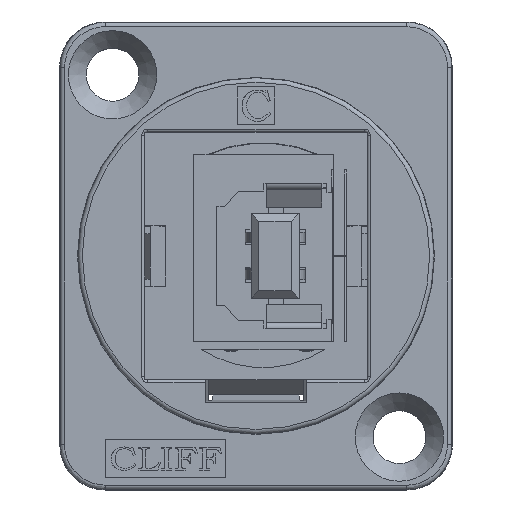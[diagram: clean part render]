
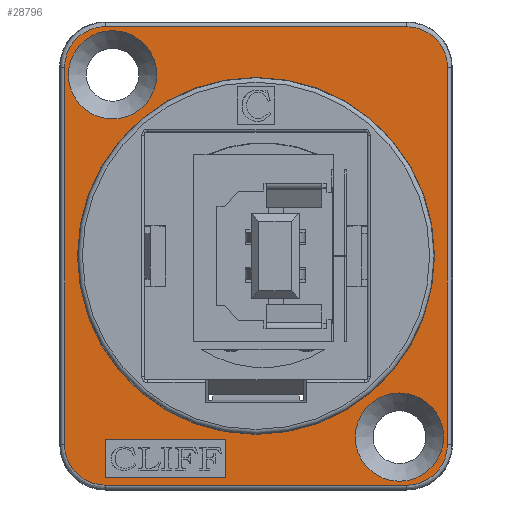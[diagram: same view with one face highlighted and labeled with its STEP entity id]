
A CAD part, top view. The second image highlights one B-rep face of the part: STEP entity #28796.
In plain terms, the highlighted planar face has unit normal (0, 0, 1).
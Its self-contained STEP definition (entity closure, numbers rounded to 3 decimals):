
#254=ELLIPSE('',#30456,2.7,2.7);
#255=ELLIPSE('',#30457,2.7,2.7);
#256=ELLIPSE('',#30458,2.7,2.7);
#257=ELLIPSE('',#30459,2.7,2.7);
#333=FACE_BOUND('',#5112,.T.);
#334=FACE_BOUND('',#5113,.T.);
#335=FACE_BOUND('',#5114,.T.);
#336=FACE_BOUND('',#5115,.T.);
#763=CIRCLE('',#28947,2.925);
#766=CIRCLE('',#28952,2.925);
#1021=CIRCLE('',#30270,11.823);
#3699=FACE_OUTER_BOUND('',#5111,.T.);
#5111=EDGE_LOOP('',(#26313,#26314,#26315,#26316,#26317,#26318,#26319,#26320));
#5112=EDGE_LOOP('',(#26321));
#5113=EDGE_LOOP('',(#26322));
#5114=EDGE_LOOP('',(#26323,#26324,#26325,#26326));
#5115=EDGE_LOOP('',(#26327));
#8456=LINE('',#56431,#11815);
#8460=LINE('',#56439,#11819);
#8463=LINE('',#56445,#11822);
#8466=LINE('',#56450,#11825);
#8482=LINE('',#56511,#11841);
#8483=LINE('',#56515,#11842);
#8484=LINE('',#56519,#11843);
#8485=LINE('',#56522,#11844);
#11815=VECTOR('',#36978,2.5);
#11819=VECTOR('',#36984,8.);
#11822=VECTOR('',#36989,2.5);
#11825=VECTOR('',#36994,8.);
#11841=VECTOR('',#37052,24.965);
#11842=VECTOR('',#37055,19.965);
#11843=VECTOR('',#37058,24.965);
#11844=VECTOR('',#37061,19.965);
#12159=VERTEX_POINT('',#37891);
#12162=VERTEX_POINT('',#37901);
#14098=VERTEX_POINT('',#54470);
#14388=VERTEX_POINT('',#56429);
#14389=VERTEX_POINT('',#56430);
#14392=VERTEX_POINT('',#56438);
#14394=VERTEX_POINT('',#56444);
#14404=VERTEX_POINT('',#56507);
#14405=VERTEX_POINT('',#56508);
#14406=VERTEX_POINT('',#56510);
#14407=VERTEX_POINT('',#56512);
#14408=VERTEX_POINT('',#56514);
#14409=VERTEX_POINT('',#56516);
#14410=VERTEX_POINT('',#56518);
#14411=VERTEX_POINT('',#56520);
#14786=EDGE_CURVE('',#12159,#12159,#763,.T.);
#14791=EDGE_CURVE('',#12162,#12162,#766,.T.);
#17897=EDGE_CURVE('',#14098,#14098,#1021,.T.);
#18361=EDGE_CURVE('',#14388,#14389,#8456,.T.);
#18365=EDGE_CURVE('',#14392,#14388,#8460,.T.);
#18368=EDGE_CURVE('',#14394,#14392,#8463,.T.);
#18371=EDGE_CURVE('',#14389,#14394,#8466,.T.);
#18394=EDGE_CURVE('',#14404,#14405,#254,.T.);
#18395=EDGE_CURVE('',#14406,#14404,#8482,.T.);
#18396=EDGE_CURVE('',#14407,#14406,#255,.T.);
#18397=EDGE_CURVE('',#14408,#14407,#8483,.T.);
#18398=EDGE_CURVE('',#14409,#14408,#256,.T.);
#18399=EDGE_CURVE('',#14410,#14409,#8484,.T.);
#18400=EDGE_CURVE('',#14411,#14410,#257,.T.);
#18401=EDGE_CURVE('',#14405,#14411,#8485,.T.);
#26313=ORIENTED_EDGE('',*,*,#18394,.F.);
#26314=ORIENTED_EDGE('',*,*,#18395,.F.);
#26315=ORIENTED_EDGE('',*,*,#18396,.F.);
#26316=ORIENTED_EDGE('',*,*,#18397,.F.);
#26317=ORIENTED_EDGE('',*,*,#18398,.F.);
#26318=ORIENTED_EDGE('',*,*,#18399,.F.);
#26319=ORIENTED_EDGE('',*,*,#18400,.F.);
#26320=ORIENTED_EDGE('',*,*,#18401,.F.);
#26321=ORIENTED_EDGE('',*,*,#14786,.T.);
#26322=ORIENTED_EDGE('',*,*,#14791,.T.);
#26323=ORIENTED_EDGE('',*,*,#18361,.T.);
#26324=ORIENTED_EDGE('',*,*,#18371,.T.);
#26325=ORIENTED_EDGE('',*,*,#18368,.T.);
#26326=ORIENTED_EDGE('',*,*,#18365,.T.);
#26327=ORIENTED_EDGE('',*,*,#17897,.T.);
#27458=PLANE('',#30455);
#28796=ADVANCED_FACE('',(#3699,#333,#334,#335,#336),#27458,.T.);
#28947=AXIS2_PLACEMENT_3D('',#37893,#31039,#31040);
#28952=AXIS2_PLACEMENT_3D('',#37903,#31051,#31052);
#30270=AXIS2_PLACEMENT_3D('',#54471,#36329,#36330);
#30455=AXIS2_PLACEMENT_3D('',#56506,#37048,#37049);
#30456=AXIS2_PLACEMENT_3D('',#56509,#37050,#37051);
#30457=AXIS2_PLACEMENT_3D('',#56513,#37053,#37054);
#30458=AXIS2_PLACEMENT_3D('',#56517,#37056,#37057);
#30459=AXIS2_PLACEMENT_3D('',#56521,#37059,#37060);
#31039=DIRECTION('center_axis',(0.,0.,
-1.));
#31040=DIRECTION('ref_axis',(1.,0.,0.));
#31051=DIRECTION('center_axis',(0.,0.,
-1.));
#31052=DIRECTION('ref_axis',(1.,0.,0.));
#36329=DIRECTION('center_axis',(0.,0.,
-1.));
#36330=DIRECTION('ref_axis',(-1.,0.,0.));
#36978=DIRECTION('',(0.,1.,0.));
#36984=DIRECTION('',(-1.,0.,0.));
#36989=DIRECTION('',(0.,-1.,0.));
#36994=DIRECTION('',(1.,0.,0.));
#37048=DIRECTION('center_axis',(0.,0.,
1.));
#37049=DIRECTION('ref_axis',(1.,0.,0.));
#37050=DIRECTION('center_axis',(0.,0.,
-1.));
#37051=DIRECTION('ref_axis',(-0.707,0.707,0.));
#37052=DIRECTION('',(0.,1.,0.));
#37053=DIRECTION('center_axis',(0.,0.,
-1.));
#37054=DIRECTION('ref_axis',(-0.707,-0.707,0.));
#37055=DIRECTION('',(-1.,0.,0.));
#37056=DIRECTION('center_axis',(0.,0.,
-1.));
#37057=DIRECTION('ref_axis',(0.707,-0.707,0.));
#37058=DIRECTION('',(0.,-1.,0.));
#37059=DIRECTION('center_axis',(0.,0.,
-1.));
#37060=DIRECTION('ref_axis',(0.707,0.707,0.));
#37061=DIRECTION('',(1.,0.,0.));
#37891=CARTESIAN_POINT('',(6.575,-12.,0.));
#37893=CARTESIAN_POINT('Origin',(9.5,-12.,0.));
#37901=CARTESIAN_POINT('',(-12.425,12.,0.));
#37903=CARTESIAN_POINT('Origin',(-9.5,12.,0.));
#54470=CARTESIAN_POINT('',(11.823,0.,0.));
#54471=CARTESIAN_POINT('Origin',(0.,0.,
0.));
#56429=CARTESIAN_POINT('',(-10.,-14.683,0.));
#56430=CARTESIAN_POINT('',(-10.,-12.183,0.));
#56431=CARTESIAN_POINT('',(-10.,-7.341,0.));
#56438=CARTESIAN_POINT('',(-2.,-14.683,0.));
#56439=CARTESIAN_POINT('',(-1.,-14.683,0.));
#56444=CARTESIAN_POINT('',(-2.,-12.183,0.));
#56445=CARTESIAN_POINT('',(-2.,-6.091,0.));
#56450=CARTESIAN_POINT('',(-5.,-12.183,0.));
#56506=CARTESIAN_POINT('Origin',(0.,0.,
0.));
#56507=CARTESIAN_POINT('',(-12.683,12.483,0.));
#56508=CARTESIAN_POINT('',(-9.983,15.183,0.));
#56509=CARTESIAN_POINT('Origin',(-9.982,12.482,0.));
#56510=CARTESIAN_POINT('',(-12.683,-12.483,0.));
#56511=CARTESIAN_POINT('',(-12.683,-7.75,0.));
#56512=CARTESIAN_POINT('',(-9.983,-15.183,0.));
#56513=CARTESIAN_POINT('Origin',(-9.982,-12.482,0.));
#56514=CARTESIAN_POINT('',(9.983,-15.183,0.));
#56515=CARTESIAN_POINT('',(6.5,-15.183,0.));
#56516=CARTESIAN_POINT('',(12.683,-12.483,0.));
#56517=CARTESIAN_POINT('Origin',(9.982,-12.482,0.));
#56518=CARTESIAN_POINT('',(12.683,12.483,0.));
#56519=CARTESIAN_POINT('',(12.683,7.75,0.));
#56520=CARTESIAN_POINT('',(9.983,15.183,0.));
#56521=CARTESIAN_POINT('Origin',(9.982,12.482,0.));
#56522=CARTESIAN_POINT('',(-6.5,15.183,0.));
